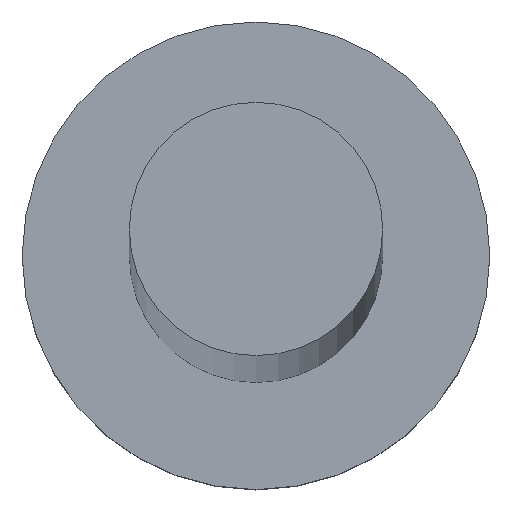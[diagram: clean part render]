
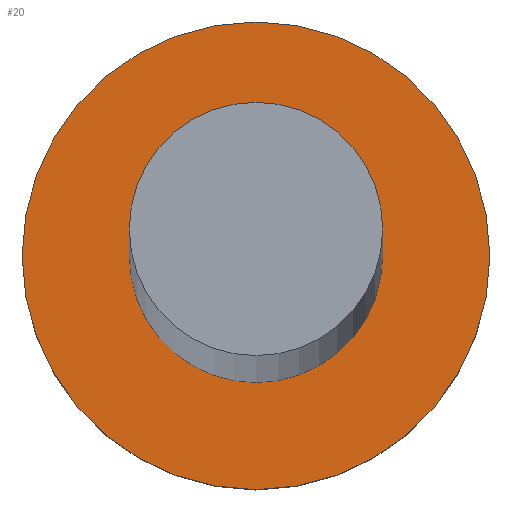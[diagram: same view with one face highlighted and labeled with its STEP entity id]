
A CAD part, top view. The second image highlights one B-rep face of the part: STEP entity #20.
In plain terms, the highlighted planar face has unit normal (0, 0, 1).
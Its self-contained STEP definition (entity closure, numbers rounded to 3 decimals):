
#9 = ORIENTED_EDGE ( 'NONE', *, *, #99, .T. ) ;
#13 = VERTEX_POINT ( 'NONE', #115 ) ;
#15 = AXIS2_PLACEMENT_3D ( 'NONE', #53, #62, #42 ) ;
#19 = EDGE_CURVE ( 'NONE', #40, #50, #151, .T. ) ;
#20 = ADVANCED_FACE ( 'NONE', ( #183, #201 ), #238, .T. ) ;
#23 = DIRECTION ( 'NONE',  ( 1., 0., 0. ) ) ;
#38 = CIRCLE ( 'NONE', #124, 6. ) ;
#40 = VERTEX_POINT ( 'NONE', #59 ) ;
#42 = DIRECTION ( 'NONE',  ( 1., 0., 0. ) ) ;
#50 = VERTEX_POINT ( 'NONE', #199 ) ;
#53 = CARTESIAN_POINT ( 'NONE',  ( 0., 0., 5. ) ) ;
#59 = CARTESIAN_POINT ( 'NONE',  ( -3.25, 0., 5. ) ) ;
#60 = EDGE_CURVE ( 'NONE', #116, #13, #38, .T. ) ;
#62 = DIRECTION ( 'NONE',  ( 0., 0., 1. ) ) ;
#69 = AXIS2_PLACEMENT_3D ( 'NONE', #163, #142, #141 ) ;
#79 = ORIENTED_EDGE ( 'NONE', *, *, #156, .F. ) ;
#84 = CARTESIAN_POINT ( 'NONE',  ( 0., 0., 5. ) ) ;
#89 = AXIS2_PLACEMENT_3D ( 'NONE', #189, #203, #132 ) ;
#97 = DIRECTION ( 'NONE',  ( 1., 0., 0. ) ) ;
#99 = EDGE_CURVE ( 'NONE', #13, #116, #104, .T. ) ;
#104 = CIRCLE ( 'NONE', #128, 6. ) ;
#115 = CARTESIAN_POINT ( 'NONE',  ( 6., 0., 5. ) ) ;
#116 = VERTEX_POINT ( 'NONE', #119 ) ;
#119 = CARTESIAN_POINT ( 'NONE',  ( -6., 0., 5. ) ) ;
#120 = CARTESIAN_POINT ( 'NONE',  ( 0., 0., 5. ) ) ;
#124 = AXIS2_PLACEMENT_3D ( 'NONE', #120, #254, #23 ) ;
#128 = AXIS2_PLACEMENT_3D ( 'NONE', #84, #159, #97 ) ;
#132 = DIRECTION ( 'NONE',  ( 1., 0., 0. ) ) ;
#135 = EDGE_LOOP ( 'NONE', ( #251, #79 ) ) ;
#141 = DIRECTION ( 'NONE',  ( 1., 0., 0. ) ) ;
#142 = DIRECTION ( 'NONE',  ( 0., 0., 1. ) ) ;
#151 = CIRCLE ( 'NONE', #15, 3.25 ) ;
#156 = EDGE_CURVE ( 'NONE', #50, #40, #215, .T. ) ;
#159 = DIRECTION ( 'NONE',  ( 0., 0., 1. ) ) ;
#163 = CARTESIAN_POINT ( 'NONE',  ( 0., 0., 5. ) ) ;
#183 = FACE_BOUND ( 'NONE', #135, .T. ) ;
#189 = CARTESIAN_POINT ( 'NONE',  ( 0., 0., 5. ) ) ;
#199 = CARTESIAN_POINT ( 'NONE',  ( 3.25, 0., 5. ) ) ;
#201 = FACE_OUTER_BOUND ( 'NONE', #230, .T. ) ;
#203 = DIRECTION ( 'NONE',  ( 0., 0., 1. ) ) ;
#213 = ORIENTED_EDGE ( 'NONE', *, *, #60, .T. ) ;
#215 = CIRCLE ( 'NONE', #89, 3.25 ) ;
#230 = EDGE_LOOP ( 'NONE', ( #213, #9 ) ) ;
#238 = PLANE ( 'NONE',  #69 ) ;
#251 = ORIENTED_EDGE ( 'NONE', *, *, #19, .F. ) ;
#254 = DIRECTION ( 'NONE',  ( 0., 0., 1. ) ) ;
